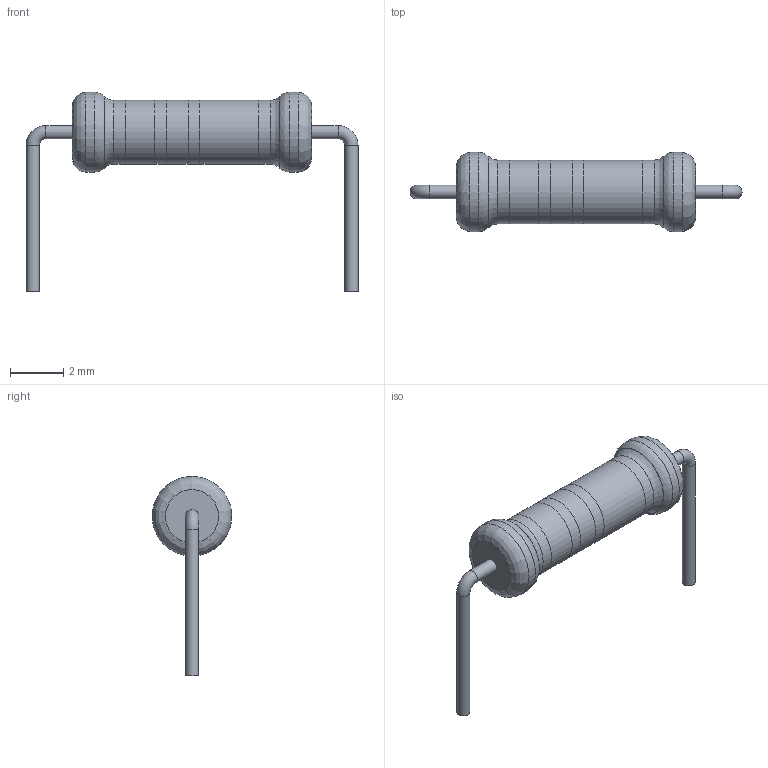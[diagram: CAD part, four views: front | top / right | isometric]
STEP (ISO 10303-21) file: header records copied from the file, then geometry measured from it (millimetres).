
FILE_DESCRIPTION(('FreeCAD Model'),'2;1');
FILE_NAME('RESAD1200W50L900D300B.stp','2019-03-31T10:45:46',('Author'),('') ,'Open CASCADE STEP processor 7.2','FreeCAD','Unknown');
FILE_SCHEMA(('AUTOMOTIVE_DESIGN { 1 0 10303 214 1 1 1 1 }'));
Length unit declared in the file: millimetre
Products named in the file (7): Lead-2; 1_Band; Case_9x3; 4_Band; 3_Band; 2_Band; Lead-1
Bounding box: 12.5 x 3 x 7.5 mm (x, y, z)
Volume: 48.9 mm3; surface area: 145.3 mm2
Topology: 7 solids, 7 shells, 53 faces, 81 edges, 50 vertices
Faces by surface type: plane 22, cylinder 21, revolution 6, torus 2, cone 2
Full cylindrical faces by diameter (mm): 0.5 x4, 2.2 x8, 2.4 x7, 3 x2
Entity records: 2413 total; most frequent: DIRECTION 405, CARTESIAN_POINT 363, ORIENTED_EDGE 162, PCURVE 162, DEFINITIONAL_REPRESENTATION 162, LINE 137, VECTOR 137, AXIS2_PLACEMENT_3D 112
